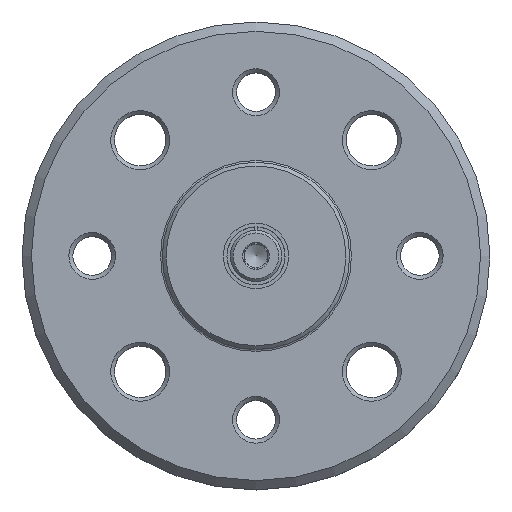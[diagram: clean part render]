
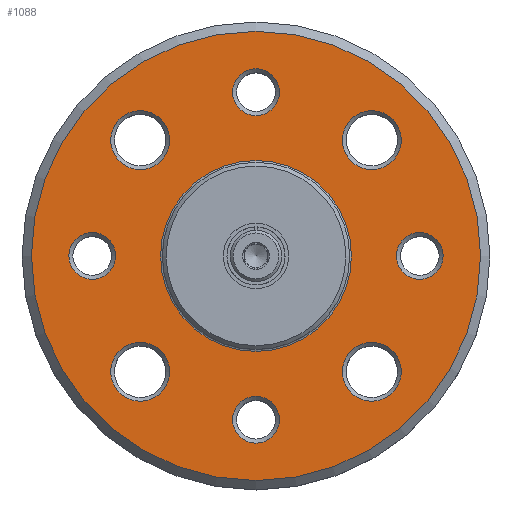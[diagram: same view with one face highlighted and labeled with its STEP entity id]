
A CAD part, top view. The second image highlights one B-rep face of the part: STEP entity #1088.
In plain terms, the highlighted planar face has unit normal (0, 0, 1).
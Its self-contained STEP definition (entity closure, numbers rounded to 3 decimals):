
#87=CIRCLE('',#1220,10.2);
#88=CIRCLE('',#1222,24.);
#89=CIRCLE('',#1223,2.5);
#90=CIRCLE('',#1224,3.15);
#91=CIRCLE('',#1225,3.15);
#92=CIRCLE('',#1226,3.15);
#93=CIRCLE('',#1227,3.15);
#94=CIRCLE('',#1228,2.5);
#95=CIRCLE('',#1229,2.5);
#96=CIRCLE('',#1230,2.5);
#227=ORIENTED_EDGE('',*,*,#473,.F.);
#228=ORIENTED_EDGE('',*,*,#474,.F.);
#229=ORIENTED_EDGE('',*,*,#475,.T.);
#230=ORIENTED_EDGE('',*,*,#476,.T.);
#231=ORIENTED_EDGE('',*,*,#477,.T.);
#232=ORIENTED_EDGE('',*,*,#478,.T.);
#233=ORIENTED_EDGE('',*,*,#479,.F.);
#234=ORIENTED_EDGE('',*,*,#472,.T.);
#235=ORIENTED_EDGE('',*,*,#480,.F.);
#236=ORIENTED_EDGE('',*,*,#481,.F.);
#472=EDGE_CURVE('',#595,#595,#87,.T.);
#473=EDGE_CURVE('',#596,#596,#88,.T.);
#474=EDGE_CURVE('',#597,#597,#89,.F.);
#475=EDGE_CURVE('',#598,#598,#90,.T.);
#476=EDGE_CURVE('',#599,#599,#91,.T.);
#477=EDGE_CURVE('',#600,#600,#92,.T.);
#478=EDGE_CURVE('',#601,#601,#93,.T.);
#479=EDGE_CURVE('',#602,#602,#94,.T.);
#480=EDGE_CURVE('',#603,#603,#95,.T.);
#481=EDGE_CURVE('',#604,#604,#96,.T.);
#595=VERTEX_POINT('',#1830);
#596=VERTEX_POINT('',#1833);
#597=VERTEX_POINT('',#1835);
#598=VERTEX_POINT('',#1837);
#599=VERTEX_POINT('',#1839);
#600=VERTEX_POINT('',#1841);
#601=VERTEX_POINT('',#1843);
#602=VERTEX_POINT('',#1845);
#603=VERTEX_POINT('',#1847);
#604=VERTEX_POINT('',#1849);
#756=EDGE_LOOP('',(#227));
#757=EDGE_LOOP('',(#228));
#758=EDGE_LOOP('',(#229));
#759=EDGE_LOOP('',(#230));
#760=EDGE_LOOP('',(#231));
#761=EDGE_LOOP('',(#232));
#762=EDGE_LOOP('',(#233));
#763=EDGE_LOOP('',(#234));
#764=EDGE_LOOP('',(#235));
#765=EDGE_LOOP('',(#236));
#909=FACE_BOUND('',#756,.T.);
#910=FACE_BOUND('',#757,.T.);
#911=FACE_BOUND('',#758,.T.);
#912=FACE_BOUND('',#759,.T.);
#913=FACE_BOUND('',#760,.T.);
#914=FACE_BOUND('',#761,.T.);
#915=FACE_BOUND('',#762,.T.);
#916=FACE_BOUND('',#763,.T.);
#917=FACE_BOUND('',#764,.T.);
#918=FACE_BOUND('',#765,.T.);
#1054=PLANE('',#1221);
#1088=ADVANCED_FACE('',(#909,#910,#911,#912,#913,#914,#915,#916,#917,#918),
#1054,.F.);
#1220=AXIS2_PLACEMENT_3D('',#1829,#1426,#1427);
#1221=AXIS2_PLACEMENT_3D('',#1831,#1428,#1429);
#1222=AXIS2_PLACEMENT_3D('',#1832,#1430,#1431);
#1223=AXIS2_PLACEMENT_3D('',#1834,#1432,#1433);
#1224=AXIS2_PLACEMENT_3D('',#1836,#1434,#1435);
#1225=AXIS2_PLACEMENT_3D('',#1838,#1436,#1437);
#1226=AXIS2_PLACEMENT_3D('',#1840,#1438,#1439);
#1227=AXIS2_PLACEMENT_3D('',#1842,#1440,#1441);
#1228=AXIS2_PLACEMENT_3D('',#1844,#1442,#1443);
#1229=AXIS2_PLACEMENT_3D('',#1846,#1444,#1445);
#1230=AXIS2_PLACEMENT_3D('',#1848,#1446,#1447);
#1426=DIRECTION('',(0.,0.,-1.));
#1427=DIRECTION('',(-1.,0.,0.));
#1428=DIRECTION('',(0.,0.,-1.));
#1429=DIRECTION('',(-1.,0.,0.));
#1430=DIRECTION('',(0.,0.,-1.));
#1431=DIRECTION('',(-1.,0.,0.));
#1432=DIRECTION('',(0.,0.,-1.));
#1433=DIRECTION('',(-1.,0.,0.));
#1434=DIRECTION('',(0.,0.,-1.));
#1435=DIRECTION('',(-1.,0.,0.));
#1436=DIRECTION('',(0.,0.,-1.));
#1437=DIRECTION('',(-1.,0.,0.));
#1438=DIRECTION('',(0.,0.,-1.));
#1439=DIRECTION('',(-1.,0.,0.));
#1440=DIRECTION('',(0.,0.,-1.));
#1441=DIRECTION('',(-1.,0.,0.));
#1442=DIRECTION('',(0.,0.,1.));
#1443=DIRECTION('',(1.,0.,0.));
#1444=DIRECTION('',(0.,0.,1.));
#1445=DIRECTION('',(1.,0.,0.));
#1446=DIRECTION('',(0.,0.,1.));
#1447=DIRECTION('',(1.,0.,0.));
#1829=CARTESIAN_POINT('',(0.,0.,-3.));
#1830=CARTESIAN_POINT('',(-10.2,0.,-3.));
#1831=CARTESIAN_POINT('',(0.,10.2,-3.));
#1832=CARTESIAN_POINT('',(0.,0.,-3.));
#1833=CARTESIAN_POINT('',(-24.,0.,-3.));
#1834=CARTESIAN_POINT('',(0.,17.5,-3.));
#1835=CARTESIAN_POINT('',(-2.5,17.5,-3.));
#1836=CARTESIAN_POINT('',(-12.374,12.374,-3.));
#1837=CARTESIAN_POINT('',(-15.524,12.374,-3.));
#1838=CARTESIAN_POINT('',(-12.374,-12.374,-3.));
#1839=CARTESIAN_POINT('',(-15.524,-12.374,-3.));
#1840=CARTESIAN_POINT('',(12.374,-12.374,-3.));
#1841=CARTESIAN_POINT('',(9.224,-12.374,-3.));
#1842=CARTESIAN_POINT('',(12.374,12.374,-3.));
#1843=CARTESIAN_POINT('',(9.224,12.374,-3.));
#1844=CARTESIAN_POINT('',(17.5,0.,-3.));
#1845=CARTESIAN_POINT('',(20.,0.,-3.));
#1846=CARTESIAN_POINT('',(-17.5,0.,-3.));
#1847=CARTESIAN_POINT('',(-15.,0.,-3.));
#1848=CARTESIAN_POINT('',(0.,-17.5,-3.));
#1849=CARTESIAN_POINT('',(2.5,-17.5,-3.));
